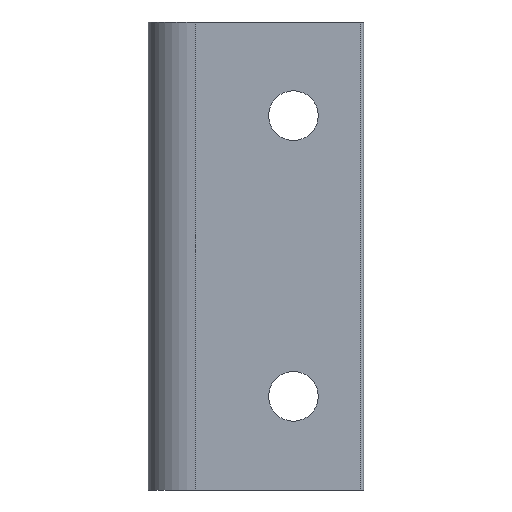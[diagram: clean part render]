
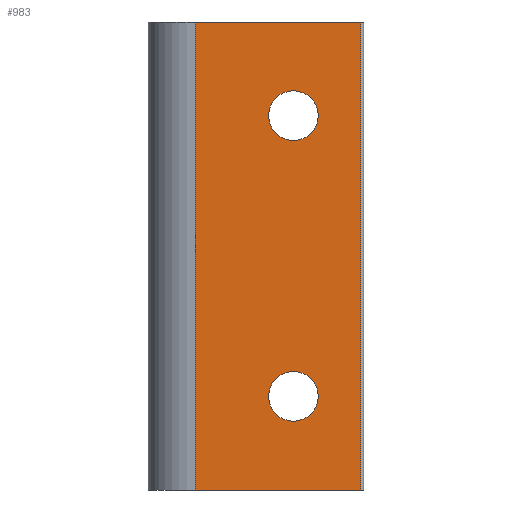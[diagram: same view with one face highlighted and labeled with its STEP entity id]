
A CAD part, front view. The second image highlights one B-rep face of the part: STEP entity #983.
In plain terms, the highlighted planar face has unit normal (0, -1, 0).
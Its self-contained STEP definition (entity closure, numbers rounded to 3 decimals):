
#12 = DIRECTION ( 'NONE',  ( -1., 0., 0. ) ) ;
#31 = CARTESIAN_POINT ( 'NONE',  ( 17.7, -5., -25. ) ) ;
#52 = VERTEX_POINT ( 'NONE', #31 ) ;
#53 = DIRECTION ( 'NONE',  ( 0., 0., 1. ) ) ;
#69 = FACE_OUTER_BOUND ( 'NONE', #383, .T. ) ;
#80 = CARTESIAN_POINT ( 'NONE',  ( 13.15, -5., -15. ) ) ;
#89 = VERTEX_POINT ( 'NONE', #900 ) ;
#125 = DIRECTION ( 'NONE',  ( 0., 1., 0. ) ) ;
#139 = CIRCLE ( 'NONE', #783, 2.65 ) ;
#153 = EDGE_CURVE ( 'NONE', #931, #935, #139, .T. ) ;
#156 = AXIS2_PLACEMENT_3D ( 'NONE', #443, #1000, #527 ) ;
#186 = DIRECTION ( 'NONE',  ( 0., 0., -1. ) ) ;
#188 = CARTESIAN_POINT ( 'NONE',  ( 17.7, -5., 25. ) ) ;
#223 = AXIS2_PLACEMENT_3D ( 'NONE', #393, #938, #466 ) ;
#286 = CARTESIAN_POINT ( 'NONE',  ( 0., -5., -25. ) ) ;
#320 = CARTESIAN_POINT ( 'NONE',  ( 0., -5., -25. ) ) ;
#321 = LINE ( 'NONE', #188, #481 ) ;
#349 = DIRECTION ( 'NONE',  ( 0., 1., 0. ) ) ;
#355 = DIRECTION ( 'NONE',  ( 0., 0., 1. ) ) ;
#379 = LINE ( 'NONE', #286, #981 ) ;
#380 = VERTEX_POINT ( 'NONE', #320 ) ;
#383 = EDGE_LOOP ( 'NONE', ( #389, #580, #886, #864 ) ) ;
#387 = CARTESIAN_POINT ( 'NONE',  ( 7.85, -5., -15. ) ) ;
#388 = VECTOR ( 'NONE', #186, 1000. ) ;
#389 = ORIENTED_EDGE ( 'NONE', *, *, #1013, .T. ) ;
#391 = DIRECTION ( 'NONE',  ( 1., 0., 0. ) ) ;
#393 = CARTESIAN_POINT ( 'NONE',  ( 10.5, -5., -15. ) ) ;
#420 = FACE_BOUND ( 'NONE', #652, .T. ) ;
#423 = CARTESIAN_POINT ( 'NONE',  ( 0., -5., 25. ) ) ;
#430 = AXIS2_PLACEMENT_3D ( 'NONE', #905, #125, #53 ) ;
#440 = EDGE_CURVE ( 'NONE', #935, #931, #793, .T. ) ;
#443 = CARTESIAN_POINT ( 'NONE',  ( 10.5, -5., -15. ) ) ;
#454 = FACE_BOUND ( 'NONE', #721, .T. ) ;
#456 = CARTESIAN_POINT ( 'NONE',  ( 13.15, -5., 15. ) ) ;
#460 = AXIS2_PLACEMENT_3D ( 'NONE', #805, #349, #891 ) ;
#466 = DIRECTION ( 'NONE',  ( -1., 0., 0. ) ) ;
#467 = VERTEX_POINT ( 'NONE', #739 ) ;
#468 = EDGE_CURVE ( 'NONE', #89, #380, #717, .T. ) ;
#479 = DIRECTION ( 'NONE',  ( 0., 1., 0. ) ) ;
#481 = VECTOR ( 'NONE', #355, 1000. ) ;
#512 = EDGE_CURVE ( 'NONE', #89, #467, #579, .T. ) ;
#520 = PLANE ( 'NONE',  #430 ) ;
#527 = DIRECTION ( 'NONE',  ( -1., 0., 0. ) ) ;
#546 = CIRCLE ( 'NONE', #156, 2.65 ) ;
#547 = ORIENTED_EDGE ( 'NONE', *, *, #755, .F. ) ;
#579 = LINE ( 'NONE', #847, #757 ) ;
#580 = ORIENTED_EDGE ( 'NONE', *, *, #963, .T. ) ;
#588 = CIRCLE ( 'NONE', #223, 2.65 ) ;
#652 = EDGE_LOOP ( 'NONE', ( #700, #819 ) ) ;
#660 = ORIENTED_EDGE ( 'NONE', *, *, #846, .F. ) ;
#700 = ORIENTED_EDGE ( 'NONE', *, *, #153, .T. ) ;
#717 = LINE ( 'NONE', #423, #388 ) ;
#721 = EDGE_LOOP ( 'NONE', ( #660, #547 ) ) ;
#726 = VERTEX_POINT ( 'NONE', #387 ) ;
#736 = VERTEX_POINT ( 'NONE', #80 ) ;
#739 = CARTESIAN_POINT ( 'NONE',  ( 17.7, -5., 25. ) ) ;
#755 = EDGE_CURVE ( 'NONE', #736, #726, #588, .T. ) ;
#757 = VECTOR ( 'NONE', #391, 1000. ) ;
#760 = DIRECTION ( 'NONE',  ( 1., 0., 0. ) ) ;
#783 = AXIS2_PLACEMENT_3D ( 'NONE', #944, #479, #12 ) ;
#793 = CIRCLE ( 'NONE', #460, 2.65 ) ;
#805 = CARTESIAN_POINT ( 'NONE',  ( 10.5, -5., 15. ) ) ;
#819 = ORIENTED_EDGE ( 'NONE', *, *, #440, .T. ) ;
#846 = EDGE_CURVE ( 'NONE', #726, #736, #546, .T. ) ;
#847 = CARTESIAN_POINT ( 'NONE',  ( 0., -5., 25. ) ) ;
#864 = ORIENTED_EDGE ( 'NONE', *, *, #468, .T. ) ;
#886 = ORIENTED_EDGE ( 'NONE', *, *, #512, .F. ) ;
#891 = DIRECTION ( 'NONE',  ( -1., 0., 0. ) ) ;
#900 = CARTESIAN_POINT ( 'NONE',  ( 0., -5., 25. ) ) ;
#905 = CARTESIAN_POINT ( 'NONE',  ( 0., -5., 25. ) ) ;
#927 = CARTESIAN_POINT ( 'NONE',  ( 7.85, -5., 15. ) ) ;
#931 = VERTEX_POINT ( 'NONE', #927 ) ;
#935 = VERTEX_POINT ( 'NONE', #456 ) ;
#938 = DIRECTION ( 'NONE',  ( 0., -1., 0. ) ) ;
#944 = CARTESIAN_POINT ( 'NONE',  ( 10.5, -5., 15. ) ) ;
#963 = EDGE_CURVE ( 'NONE', #52, #467, #321, .T. ) ;
#981 = VECTOR ( 'NONE', #760, 1000. ) ;
#983 = ADVANCED_FACE ( 'NONE', ( #454, #420, #69 ), #520, .F. ) ;
#1000 = DIRECTION ( 'NONE',  ( 0., -1., 0. ) ) ;
#1013 = EDGE_CURVE ( 'NONE', #380, #52, #379, .T. ) ;
